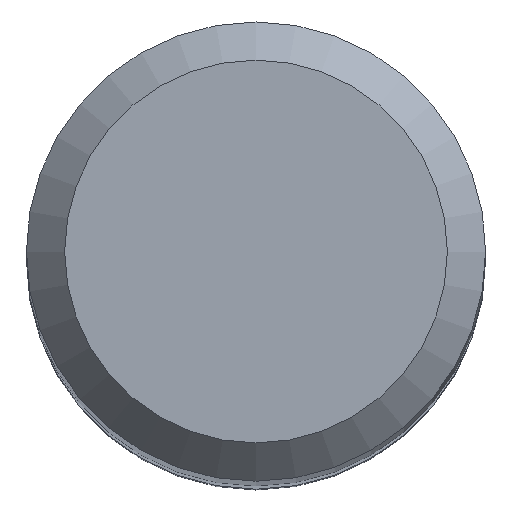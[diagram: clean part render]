
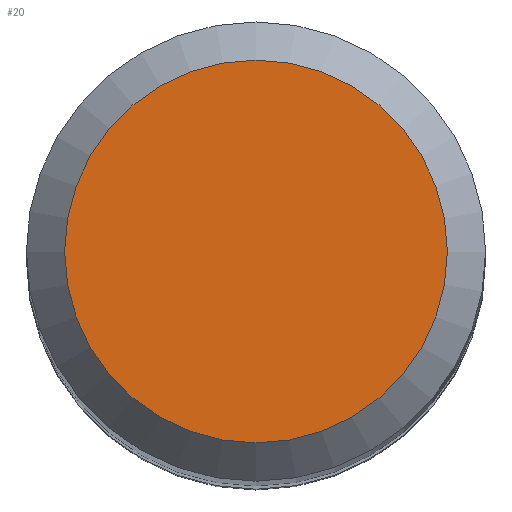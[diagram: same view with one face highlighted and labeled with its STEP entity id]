
A CAD part, top view. The second image highlights one B-rep face of the part: STEP entity #20.
In plain terms, the highlighted planar face has unit normal (0, 0, 1).
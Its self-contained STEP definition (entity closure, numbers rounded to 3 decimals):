
#20 = ADVANCED_FACE ( 'NONE', ( #211 ), #43, .F. ) ;
#43 = PLANE ( 'NONE',  #92 ) ;
#51 = CARTESIAN_POINT ( 'NONE',  ( 0., 2.5, 66. ) ) ;
#60 = CARTESIAN_POINT ( 'NONE',  ( 0., 0., 66. ) ) ;
#92 = AXIS2_PLACEMENT_3D ( 'NONE', #60, #126, #187 ) ;
#113 = AXIS2_PLACEMENT_3D ( 'NONE', #240, #177, #181 ) ;
#126 = DIRECTION ( 'NONE',  ( 0., 0., -1. ) ) ;
#135 = EDGE_CURVE ( 'NONE', #146, #146, #137, .T. ) ;
#137 = CIRCLE ( 'NONE', #113, 2.5 ) ;
#138 = ORIENTED_EDGE ( 'NONE', *, *, #135, .F. ) ;
#146 = VERTEX_POINT ( 'NONE', #51 ) ;
#177 = DIRECTION ( 'NONE',  ( 0., 0., -1. ) ) ;
#181 = DIRECTION ( 'NONE',  ( 0., 1., 0. ) ) ;
#187 = DIRECTION ( 'NONE',  ( 0., 1., 0. ) ) ;
#211 = FACE_OUTER_BOUND ( 'NONE', #232, .T. ) ;
#232 = EDGE_LOOP ( 'NONE', ( #138 ) ) ;
#240 = CARTESIAN_POINT ( 'NONE',  ( 0., 0., 66. ) ) ;
